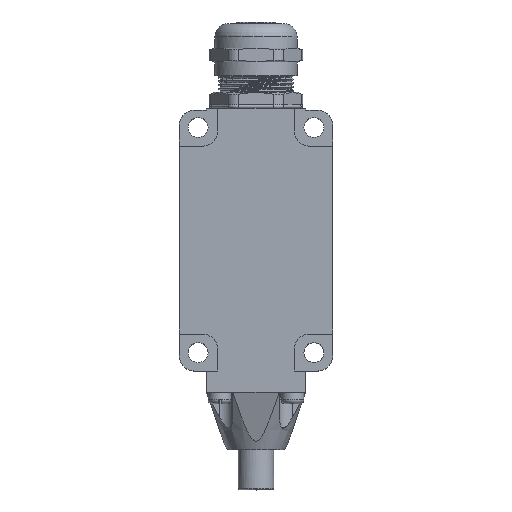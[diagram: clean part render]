
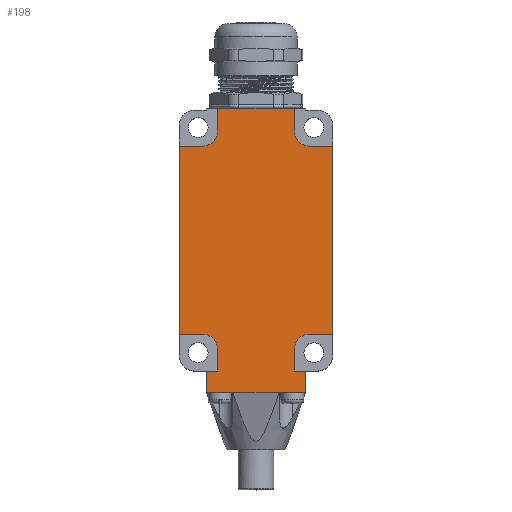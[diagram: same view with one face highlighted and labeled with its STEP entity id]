
A CAD part, top view. The second image highlights one B-rep face of the part: STEP entity #198.
In plain terms, the highlighted face is planar.
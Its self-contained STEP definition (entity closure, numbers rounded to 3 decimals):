
#198=ADVANCED_FACE('',(#1913),#1915,.F.);
#1913=FACE_BOUND('',#1914,.T.);
#1914=EDGE_LOOP('',(#6069,#6070,#6071,#6072,#6073,#6074,#6075,#6076,#6077,#6078,
#6079,#6080,#6081,#6082,#6083,#6084,#6085,#6086,#6087,#6088,#6089,#6090,#6091,#6092,
#6093,#6094));
#1915=PLANE('',#1916);
#1916=AXIS2_PLACEMENT_3D('',#1917,#1918,#1919);
#1917=CARTESIAN_POINT('',(0.,0.,0.));
#1918=DIRECTION('',(0.,1.,0.));
#1919=DIRECTION('',(1.,0.,0.));
#6069=ORIENTED_EDGE('',*,*,#8385,.F.);
#6070=ORIENTED_EDGE('',*,*,#8415,.F.);
#6071=ORIENTED_EDGE('',*,*,#8417,.F.);
#6072=ORIENTED_EDGE('',*,*,#8418,.F.);
#6073=ORIENTED_EDGE('',*,*,#8419,.F.);
#6074=ORIENTED_EDGE('',*,*,#8420,.F.);
#6075=ORIENTED_EDGE('',*,*,#8421,.F.);
#6076=ORIENTED_EDGE('',*,*,#8422,.F.);
#6077=ORIENTED_EDGE('',*,*,#8423,.F.);
#6078=ORIENTED_EDGE('',*,*,#8424,.T.);
#6079=ORIENTED_EDGE('',*,*,#8425,.F.);
#6080=ORIENTED_EDGE('',*,*,#8426,.F.);
#6081=ORIENTED_EDGE('',*,*,#8427,.F.);
#6082=ORIENTED_EDGE('',*,*,#8428,.T.);
#6083=ORIENTED_EDGE('',*,*,#8429,.F.);
#6084=ORIENTED_EDGE('',*,*,#8430,.F.);
#6085=ORIENTED_EDGE('',*,*,#8431,.F.);
#6086=ORIENTED_EDGE('',*,*,#8432,.T.);
#6087=ORIENTED_EDGE('',*,*,#8433,.F.);
#6088=ORIENTED_EDGE('',*,*,#8434,.F.);
#6089=ORIENTED_EDGE('',*,*,#8435,.F.);
#6090=ORIENTED_EDGE('',*,*,#8436,.T.);
#6091=ORIENTED_EDGE('',*,*,#8437,.F.);
#6092=ORIENTED_EDGE('',*,*,#8438,.T.);
#6093=ORIENTED_EDGE('',*,*,#8362,.F.);
#6094=ORIENTED_EDGE('',*,*,#8408,.T.);
#8362=EDGE_CURVE('',#9523,#9524,#9525,.T.);
#8385=EDGE_CURVE('',#9567,#9569,#9570,.T.);
#8408=EDGE_CURVE('',#9523,#9569,#9606,.T.);
#8415=EDGE_CURVE('',#9615,#9567,#9617,.T.);
#8417=EDGE_CURVE('',#9619,#9615,#9620,.T.);
#8418=EDGE_CURVE('',#9621,#9619,#9622,.T.);
#8419=EDGE_CURVE('',#9623,#9621,#9624,.T.);
#8420=EDGE_CURVE('',#9625,#9623,#9626,.T.);
#8421=EDGE_CURVE('',#9627,#9625,#9628,.T.);
#8422=EDGE_CURVE('',#9629,#9627,#9630,.T.);
#8423=EDGE_CURVE('',#9631,#9629,#9632,.T.);
#8424=EDGE_CURVE('',#9631,#9633,#9634,.T.);
#8425=EDGE_CURVE('',#9635,#9633,#9636,.T.);
#8426=EDGE_CURVE('',#9637,#9635,#9638,.T.);
#8427=EDGE_CURVE('',#9639,#9637,#9640,.T.);
#8428=EDGE_CURVE('',#9639,#9641,#9642,.T.);
#8429=EDGE_CURVE('',#9643,#9641,#9644,.T.);
#8430=EDGE_CURVE('',#9645,#9643,#9646,.T.);
#8431=EDGE_CURVE('',#9647,#9645,#9648,.T.);
#8432=EDGE_CURVE('',#9647,#9649,#9650,.T.);
#8433=EDGE_CURVE('',#9651,#9649,#9652,.T.);
#8434=EDGE_CURVE('',#9653,#9651,#9654,.T.);
#8435=EDGE_CURVE('',#9655,#9653,#9656,.T.);
#8436=EDGE_CURVE('',#9655,#9657,#9658,.T.);
#8437=EDGE_CURVE('',#9659,#9657,#9660,.T.);
#8438=EDGE_CURVE('',#9659,#9524,#9661,.T.);
#9523=VERTEX_POINT('',#11589);
#9524=VERTEX_POINT('',#11590);
#9525=LINE('',#11591,#11592);
#9567=VERTEX_POINT('',#11688);
#9569=VERTEX_POINT('',#11692);
#9570=LINE('',#11693,#11694);
#9606=LINE('',#12638,#12639);
#9615=VERTEX_POINT('',#12659);
#9617=LINE('',#12663,#12664);
#9619=VERTEX_POINT('',#12669);
#9620=LINE('',#12670,#12671);
#9621=VERTEX_POINT('',#12673);
#9622=LINE('',#12674,#12675);
#9623=VERTEX_POINT('',#12677);
#9624=LINE('',#12678,#12679);
#9625=VERTEX_POINT('',#12681);
#9626=LINE('',#12682,#12683);
#9627=VERTEX_POINT('',#12685);
#9628=CIRCLE('',#12686,4.);
#9629=VERTEX_POINT('',#12690);
#9630=LINE('',#12691,#12692);
#9631=VERTEX_POINT('',#12694);
#9632=LINE('',#12695,#12696);
#9633=VERTEX_POINT('',#12698);
#9634=LINE('',#12699,#12700);
#9635=VERTEX_POINT('',#12702);
#9636=CIRCLE('',#12703,4.);
#9637=VERTEX_POINT('',#12707);
#9638=LINE('',#12708,#12709);
#9639=VERTEX_POINT('',#12711);
#9640=LINE('',#12712,#12713);
#9641=VERTEX_POINT('',#12715);
#9642=LINE('',#12716,#12717);
#9643=VERTEX_POINT('',#12719);
#9644=CIRCLE('',#12720,4.);
#9645=VERTEX_POINT('',#12724);
#9646=LINE('',#12725,#12726);
#9647=VERTEX_POINT('',#12728);
#9648=LINE('',#12729,#12730);
#9649=VERTEX_POINT('',#12732);
#9650=LINE('',#12733,#12734);
#9651=VERTEX_POINT('',#12736);
#9652=CIRCLE('',#12737,4.);
#9653=VERTEX_POINT('',#12741);
#9654=LINE('',#12742,#12743);
#9655=VERTEX_POINT('',#12745);
#9656=LINE('',#12746,#12747);
#9657=VERTEX_POINT('',#12749);
#9658=LINE('',#12750,#12751);
#9659=VERTEX_POINT('',#12753);
#9660=LINE('',#12754,#12755);
#9661=LINE('',#12757,#12758);
#11589=CARTESIAN_POINT('',(-6.054,0.,-39.5));
#11590=CARTESIAN_POINT('',(-12.9,0.,-39.5));
#11591=CARTESIAN_POINT('',(-6.054,0.,-39.5));
#11592=VECTOR('',#11593,1.);
#11593=DIRECTION('',(-1.,0.,0.));
#11688=CARTESIAN_POINT('',(12.9,0.,-39.5));
#11692=CARTESIAN_POINT('',(6.054,0.,-39.5));
#11693=CARTESIAN_POINT('',(12.9,0.,-39.5));
#11694=VECTOR('',#11695,1.);
#11695=DIRECTION('',(-1.,0.,0.));
#12638=CARTESIAN_POINT('',(-6.054,0.,-39.5));
#12639=VECTOR('',#12640,1.);
#12640=DIRECTION('',(1.,0.,0.));
#12659=CARTESIAN_POINT('',(12.9,0.,-34.5));
#12663=CARTESIAN_POINT('',(12.9,0.,-34.5));
#12664=VECTOR('',#12665,1.);
#12665=DIRECTION('',(0.,0.,-1.));
#12669=CARTESIAN_POINT('',(13.,0.,-34.5));
#12670=CARTESIAN_POINT('',(13.,0.,-34.5));
#12671=VECTOR('',#12672,1.);
#12672=DIRECTION('',(-1.,0.,0.));
#12673=CARTESIAN_POINT('',(13.,0.,-34.));
#12674=CARTESIAN_POINT('',(13.,0.,-34.));
#12675=VECTOR('',#12676,1.);
#12676=DIRECTION('',(0.,0.,-1.));
#12677=CARTESIAN_POINT('',(10.,0.,-34.));
#12678=CARTESIAN_POINT('',(10.,0.,-34.));
#12679=VECTOR('',#12680,1.);
#12680=DIRECTION('',(1.,0.,0.));
#12681=CARTESIAN_POINT('',(10.,0.,-28.35));
#12682=CARTESIAN_POINT('',(10.,0.,-28.35));
#12683=VECTOR('',#12684,1.);
#12684=DIRECTION('',(0.,0.,-1.));
#12685=CARTESIAN_POINT('',(14.,0.,-24.35));
#12686=AXIS2_PLACEMENT_3D('',#12687,#12688,#12689);
#12687=CARTESIAN_POINT('',(14.,0.,-28.35));
#12688=DIRECTION('',(0.,-1.,0.));
#12689=DIRECTION('',(0.,0.,1.));
#12690=CARTESIAN_POINT('',(20.,0.,-24.35));
#12691=CARTESIAN_POINT('',(20.,0.,-24.35));
#12692=VECTOR('',#12693,1.);
#12693=DIRECTION('',(-1.,0.,0.));
#12694=CARTESIAN_POINT('',(20.,0.,24.65));
#12695=CARTESIAN_POINT('',(20.,0.,24.65));
#12696=VECTOR('',#12697,1.);
#12697=DIRECTION('',(0.,0.,-1.));
#12698=CARTESIAN_POINT('',(14.,0.,24.65));
#12699=CARTESIAN_POINT('',(20.,0.,24.65));
#12700=VECTOR('',#12701,1.);
#12701=DIRECTION('',(-1.,0.,0.));
#12702=CARTESIAN_POINT('',(10.,0.,28.65));
#12703=AXIS2_PLACEMENT_3D('',#12704,#12705,#12706);
#12704=CARTESIAN_POINT('',(14.,0.,28.65));
#12705=DIRECTION('',(0.,-1.,0.));
#12706=DIRECTION('',(-1.,0.,0.));
#12707=CARTESIAN_POINT('',(10.,0.,34.5));
#12708=CARTESIAN_POINT('',(10.,0.,34.5));
#12709=VECTOR('',#12710,1.);
#12710=DIRECTION('',(0.,0.,-1.));
#12711=CARTESIAN_POINT('',(-10.,0.,34.5));
#12712=CARTESIAN_POINT('',(-10.,0.,34.5));
#12713=VECTOR('',#12714,1.);
#12714=DIRECTION('',(1.,0.,0.));
#12715=CARTESIAN_POINT('',(-10.,0.,28.65));
#12716=CARTESIAN_POINT('',(-10.,0.,34.5));
#12717=VECTOR('',#12718,1.);
#12718=DIRECTION('',(0.,0.,-1.));
#12719=CARTESIAN_POINT('',(-14.,0.,24.65));
#12720=AXIS2_PLACEMENT_3D('',#12721,#12722,#12723);
#12721=CARTESIAN_POINT('',(-14.,0.,28.65));
#12722=DIRECTION('',(0.,-1.,0.));
#12723=DIRECTION('',(0.,0.,-1.));
#12724=CARTESIAN_POINT('',(-20.,0.,24.65));
#12725=CARTESIAN_POINT('',(-20.,0.,24.65));
#12726=VECTOR('',#12727,1.);
#12727=DIRECTION('',(1.,0.,0.));
#12728=CARTESIAN_POINT('',(-20.,0.,-24.35));
#12729=CARTESIAN_POINT('',(-20.,0.,-24.35));
#12730=VECTOR('',#12731,1.);
#12731=DIRECTION('',(0.,0.,1.));
#12732=CARTESIAN_POINT('',(-14.,0.,-24.35));
#12733=CARTESIAN_POINT('',(-20.,0.,-24.35));
#12734=VECTOR('',#12735,1.);
#12735=DIRECTION('',(1.,0.,0.));
#12736=CARTESIAN_POINT('',(-10.,0.,-28.35));
#12737=AXIS2_PLACEMENT_3D('',#12738,#12739,#12740);
#12738=CARTESIAN_POINT('',(-14.,0.,-28.35));
#12739=DIRECTION('',(0.,-1.,0.));
#12740=DIRECTION('',(1.,0.,0.));
#12741=CARTESIAN_POINT('',(-10.,0.,-34.));
#12742=CARTESIAN_POINT('',(-10.,0.,-34.));
#12743=VECTOR('',#12744,1.);
#12744=DIRECTION('',(0.,0.,1.));
#12745=CARTESIAN_POINT('',(-13.,0.,-34.));
#12746=CARTESIAN_POINT('',(-13.,0.,-34.));
#12747=VECTOR('',#12748,1.);
#12748=DIRECTION('',(1.,0.,0.));
#12749=CARTESIAN_POINT('',(-13.,0.,-34.5));
#12750=CARTESIAN_POINT('',(-13.,0.,-34.));
#12751=VECTOR('',#12752,1.);
#12752=DIRECTION('',(0.,0.,-1.));
#12753=CARTESIAN_POINT('',(-12.9,0.,-34.5));
#12754=CARTESIAN_POINT('',(-12.9,0.,-34.5));
#12755=VECTOR('',#12756,1.);
#12756=DIRECTION('',(-1.,0.,0.));
#12757=CARTESIAN_POINT('',(-12.9,0.,-34.5));
#12758=VECTOR('',#12759,1.);
#12759=DIRECTION('',(0.,0.,-1.));
